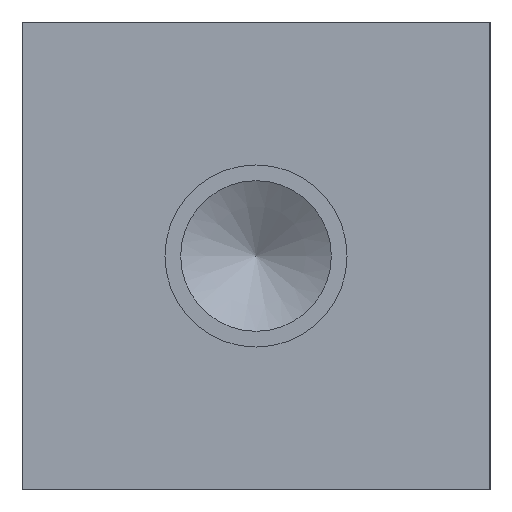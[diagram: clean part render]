
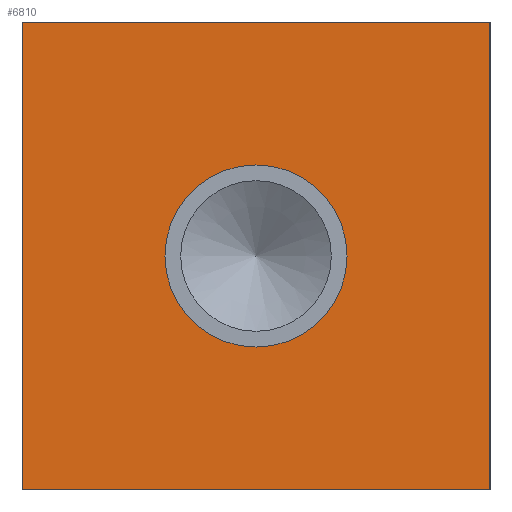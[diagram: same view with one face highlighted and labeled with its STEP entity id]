
A CAD part, left-side view. The second image highlights one B-rep face of the part: STEP entity #6810.
In plain terms, the highlighted planar face has unit normal (-1, 0, 0).
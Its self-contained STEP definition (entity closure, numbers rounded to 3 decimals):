
#100=CIRCLE('',#7143,8.649);
#101=CIRCLE('',#7144,8.649);
#141=FACE_BOUND('',#1105,.T.);
#379=PLANE('',#7146);
#722=FACE_OUTER_BOUND('',#1104,.T.);
#1104=EDGE_LOOP('',(#6055,#6056,#6057,#6058));
#1105=EDGE_LOOP('',(#6059,#6060));
#1408=LINE('',#10362,#2108);
#1812=LINE('',#11458,#2512);
#1813=LINE('',#11459,#2513);
#1814=LINE('',#11460,#2514);
#2108=VECTOR('',#7604,10.);
#2512=VECTOR('',#8480,10.);
#2513=VECTOR('',#8481,10.);
#2514=VECTOR('',#8482,10.);
#2976=VERTEX_POINT('',#10355);
#2979=VERTEX_POINT('',#10360);
#3304=VERTEX_POINT('',#11448);
#3305=VERTEX_POINT('',#11449);
#3306=VERTEX_POINT('',#11456);
#3307=VERTEX_POINT('',#11457);
#3748=EDGE_CURVE('',#2979,#2976,#1408,.T.);
#4226=EDGE_CURVE('',#3304,#3305,#100,.T.);
#4227=EDGE_CURVE('',#3305,#3304,#101,.T.);
#4230=EDGE_CURVE('',#3306,#3307,#1812,.T.);
#4231=EDGE_CURVE('',#3307,#2976,#1813,.T.);
#4232=EDGE_CURVE('',#3306,#2979,#1814,.T.);
#6055=ORIENTED_EDGE('',*,*,#4230,.T.);
#6056=ORIENTED_EDGE('',*,*,#4231,.T.);
#6057=ORIENTED_EDGE('',*,*,#3748,.F.);
#6058=ORIENTED_EDGE('',*,*,#4232,.F.);
#6059=ORIENTED_EDGE('',*,*,#4226,.T.);
#6060=ORIENTED_EDGE('',*,*,#4227,.T.);
#6810=ADVANCED_FACE('',(#722,#141),#379,.T.);
#7143=AXIS2_PLACEMENT_3D('',#11450,#8470,#8471);
#7144=AXIS2_PLACEMENT_3D('',#11451,#8472,#8473);
#7146=AXIS2_PLACEMENT_3D('',#11455,#8478,#8479);
#7604=DIRECTION('',(0.,-1.,0.));
#8470=DIRECTION('center_axis',(1.,0.,0.));
#8471=DIRECTION('ref_axis',(0.,1.,0.));
#8472=DIRECTION('center_axis',(1.,0.,0.));
#8473=DIRECTION('ref_axis',(0.,1.,0.));
#8478=DIRECTION('center_axis',(-1.,0.,0.));
#8479=DIRECTION('ref_axis',(0.,-1.,0.));
#8480=DIRECTION('',(0.,-1.,0.));
#8481=DIRECTION('',(0.,0.,1.));
#8482=DIRECTION('',(0.,0.,1.));
#10355=CARTESIAN_POINT('',(0.,0.,44.45));
#10360=CARTESIAN_POINT('',(0.,44.45,44.45));
#10362=CARTESIAN_POINT('',(0.,44.45,44.45));
#11448=CARTESIAN_POINT('',(0.,30.874,22.225));
#11449=CARTESIAN_POINT('',(0.,13.576,22.225));
#11450=CARTESIAN_POINT('Origin',(0.,22.225,22.225));
#11451=CARTESIAN_POINT('Origin',(0.,22.225,22.225));
#11455=CARTESIAN_POINT('Origin',(0.,44.45,0.));
#11456=CARTESIAN_POINT('',(0.,44.45,0.));
#11457=CARTESIAN_POINT('',(0.,0.,0.));
#11458=CARTESIAN_POINT('',(0.,44.45,0.));
#11459=CARTESIAN_POINT('',(0.,0.,0.));
#11460=CARTESIAN_POINT('',(0.,44.45,0.));
